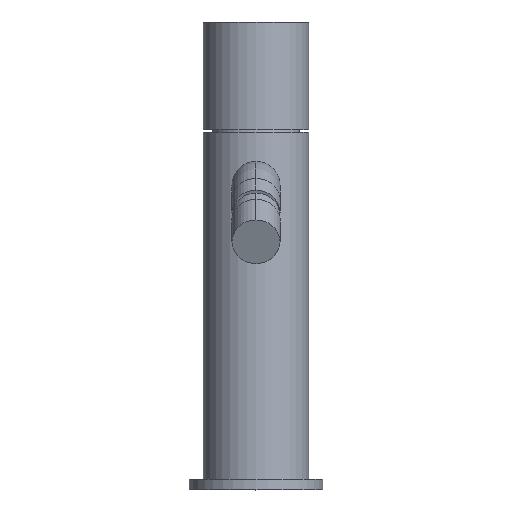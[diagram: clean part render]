
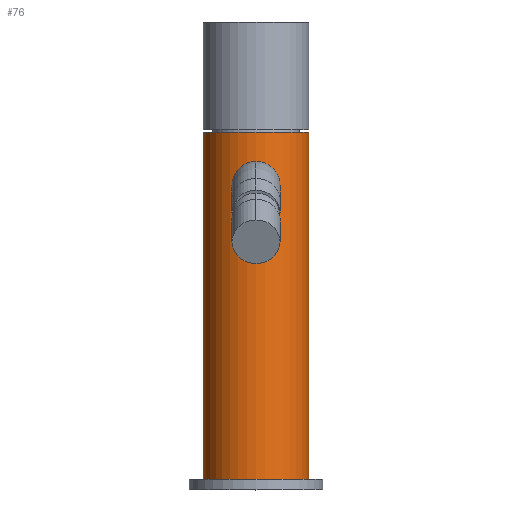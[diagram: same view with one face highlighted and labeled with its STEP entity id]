
A CAD part, top view. The second image highlights one B-rep face of the part: STEP entity #76.
In plain terms, the highlighted cylindrical face has radius 19.75 mm (diameter 39.5 mm), a partial arc.
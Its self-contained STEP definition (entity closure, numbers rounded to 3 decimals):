
#25=CARTESIAN_POINT('',(0.,0.,0.));
#26=DIRECTION('',(0.,-1.,0.));
#27=DIRECTION('',(1.,0.,0.));
#28=AXIS2_PLACEMENT_3D('',#25,#26,#27);
#30=DIRECTION('',(0.,1.,0.));
#31=VECTOR('',#30,130.);
#32=CARTESIAN_POINT('',(19.75,0.,0.));
#33=LINE('',#32,#31);
#34=DIRECTION('',(0.,1.,0.));
#35=VECTOR('',#34,130.);
#36=CARTESIAN_POINT('',(-19.75,0.,0.));
#37=LINE('',#36,#35);
#43=CARTESIAN_POINT('',(0.,130.,0.));
#44=DIRECTION('',(0.,-1.,0.));
#45=DIRECTION('',(1.,0.,0.));
#46=AXIS2_PLACEMENT_3D('',#43,#44,#45);
#53=CARTESIAN_POINT('',(19.75,0.,0.));
#54=CARTESIAN_POINT('',(19.75,130.,0.));
#55=VERTEX_POINT('',#53);
#56=VERTEX_POINT('',#54);
#57=CARTESIAN_POINT('',(-19.75,0.,0.));
#58=CARTESIAN_POINT('',(-19.75,130.,0.));
#59=VERTEX_POINT('',#57);
#60=VERTEX_POINT('',#58);
#61=CARTESIAN_POINT('',(0.,136.5,0.));
#62=DIRECTION('',(0.,-1.,0.));
#63=DIRECTION('',(-1.,0.,0.));
#64=AXIS2_PLACEMENT_3D('',#61,#62,#63);
#65=CYLINDRICAL_SURFACE('',#64,19.75);
#67=ORIENTED_EDGE('',*,*,#66,.F.);
#69=ORIENTED_EDGE('',*,*,#68,.T.);
#71=ORIENTED_EDGE('',*,*,#70,.T.);
#73=ORIENTED_EDGE('',*,*,#72,.F.);
#74=EDGE_LOOP('',(#67,#69,#71,#73));
#75=FACE_OUTER_BOUND('',#74,.F.);
#76=ADVANCED_FACE('',(#75),#65,.T.);
#29=CIRCLE('',#28,19.75);
#47=CIRCLE('',#46,19.75);
#66=EDGE_CURVE('',#55,#56,#33,.T.);
#68=EDGE_CURVE('',#55,#59,#29,.T.);
#70=EDGE_CURVE('',#59,#60,#37,.T.);
#72=EDGE_CURVE('',#56,#60,#47,.T.);
